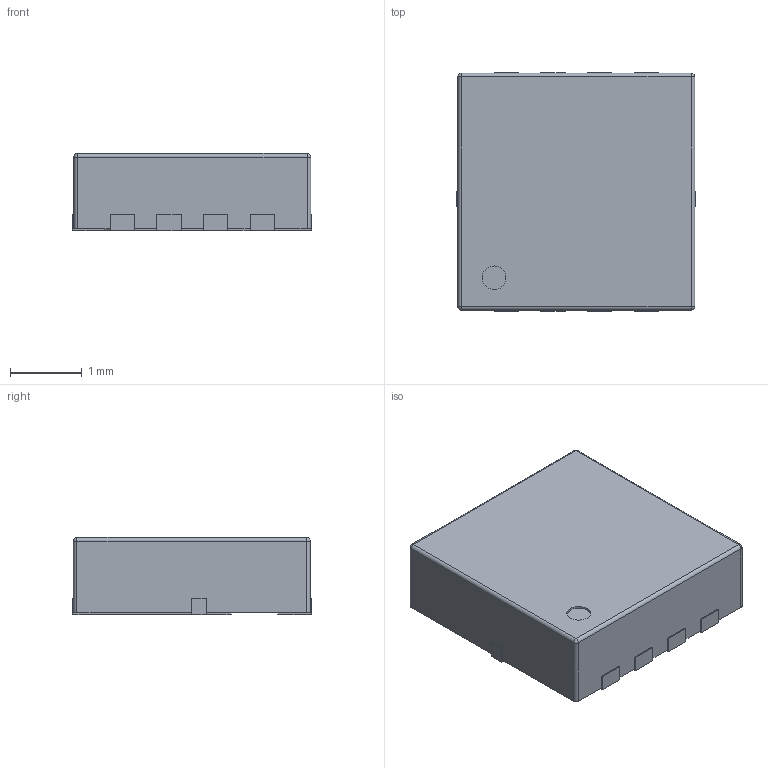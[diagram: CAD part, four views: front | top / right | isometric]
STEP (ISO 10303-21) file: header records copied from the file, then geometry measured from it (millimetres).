
FILE_DESCRIPTION(/* description */ ('Unknown'),/* implementation_level */ '2;1');
FILE_NAME(/* name */ 'CSD17575Q3',/* time_stamp */ '2023-05-19T09:23:33+02:00',/* author */ ('Unknown'),/* organization */ ('Unknown'),/* preprocessor_version */ 'ST-DEVELOPER v18.1',/* originating_system */ 'Solid Edge',/* authorisation */ 'Unknown');
FILE_SCHEMA (('AUTOMOTIVE_DESIGN {1 0 10303 214 3 1 1}'));
Length unit declared in the file: millimetre
Products named in the file (1): CSD17575Q3
Bounding box: 3.32 x 3.32 x 1.07 mm (x, y, z)
Volume: 11.6 mm3; surface area: 35.9 mm2
Topology: 1 solids, 1 shells, 85 faces, 238 edges, 152 vertices
Faces by surface type: plane 72, cylinder 9, sphere 4
Full cylindrical faces by diameter (mm): 0.33 x1
Entity records: 3264 total; most frequent: CARTESIAN_POINT 471, ORIENTED_EDGE 466, DIRECTION 423, EDGE_CURVE 233, LINE 215, VECTOR 215, VERTEX_POINT 152, AXIS2_PLACEMENT_3D 104
